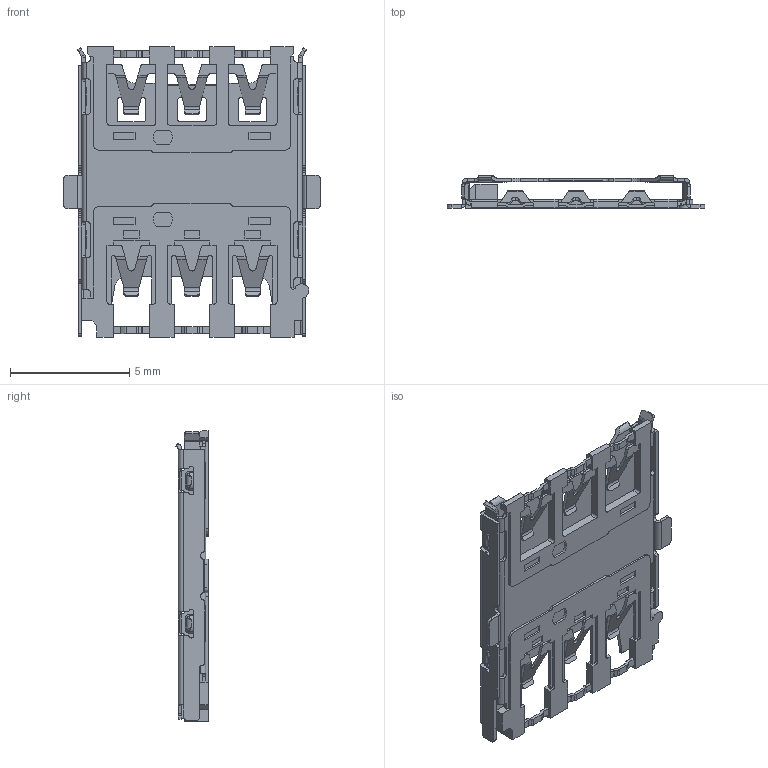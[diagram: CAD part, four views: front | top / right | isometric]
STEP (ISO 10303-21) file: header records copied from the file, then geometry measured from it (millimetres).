
FILE_DESCRIPTION (( 'STEP AP214' ), '1' );
FILE_NAME ('SIM8051-6-0-14-00-A.STEP', '2020-06-23T12:47:42', ( '' ), ( '' ), 'SwSTEP 2.0', 'SolidWorks 2017', '' );
FILE_SCHEMA (( 'AUTOMOTIVE_DESIGN' ));
Length unit declared in the file: millimetre
Products named in the file (1): SIM8051-6-0-14-00-A
Bounding box: 10.8 x 1.35 x 12.2 mm (x, y, z)
Volume: 38.1 mm3; surface area: 474.1 mm2
Topology: 16 solids, 16 shells, 964 faces, 2653 edges, 1710 vertices
Faces by surface type: plane 598, cylinder 350, cone 8, bspline 8
Entity records: 32801 total; most frequent: CARTESIAN_POINT 8085, ORIENTED_EDGE 5290, DIRECTION 4981, EDGE_CURVE 2645, VECTOR 1887, LINE 1887, VERTEX_POINT 1710, AXIS2_PLACEMENT_3D 1547
